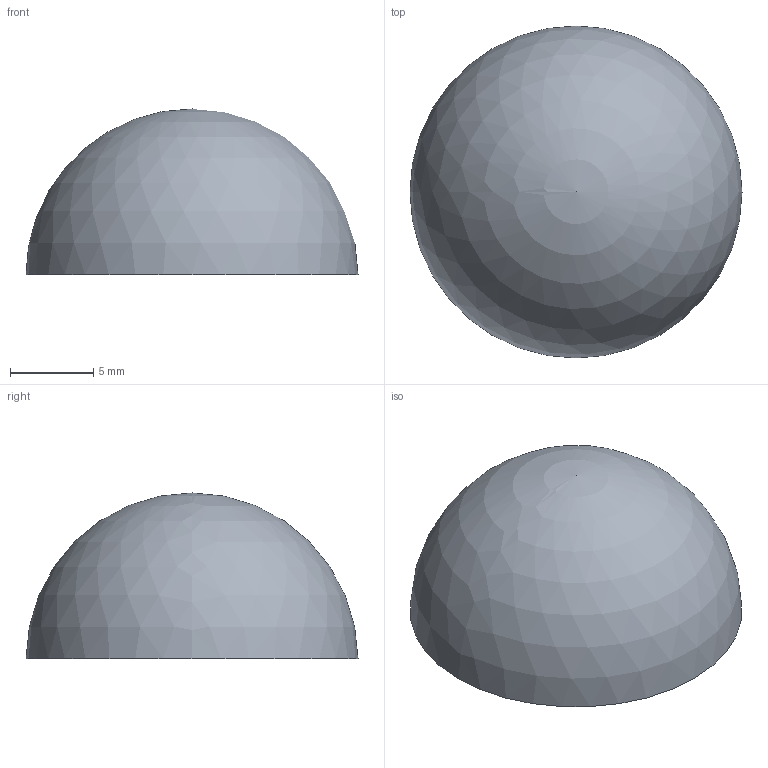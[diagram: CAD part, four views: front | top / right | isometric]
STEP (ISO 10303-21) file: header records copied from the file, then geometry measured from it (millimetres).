
FILE_DESCRIPTION(/* description */ (''),/* implementation_level */ '2;1');
FILE_NAME(/* name */ 'sphere_20.step',/* time_stamp */ '2024-07-01T16:46:50+02:00',/* author */ (''),/* organization */ (''),/* preprocessor_version */ 'ST-DEVELOPER v20',/* originating_system */ 'Autodesk Translation Framework v13.14.0.145',/* authorisation */ '');
FILE_SCHEMA (('AUTOMOTIVE_DESIGN { 1 0 10303 214 3 1 1 }'));
Length unit declared in the file: millimetre
Products named in the file (1): sphere_20
Bounding box: 20 x 20 x 10 mm (x, y, z)
Volume: 2094.4 mm3; surface area: 942.5 mm2
Topology: 1 solids, 1 shells, 2 faces, 3 edges, 2 vertices
Faces by surface type: plane 1, sphere 1
Entity records: 77 total; most frequent: DIRECTION 10, CARTESIAN_POINT 7, AXIS2_PLACEMENT_3D 5, ORIENTED_EDGE 4, FACE_OUTER_BOUND 2, EDGE_LOOP 2, CIRCLE 2, VERTEX_POINT 2
